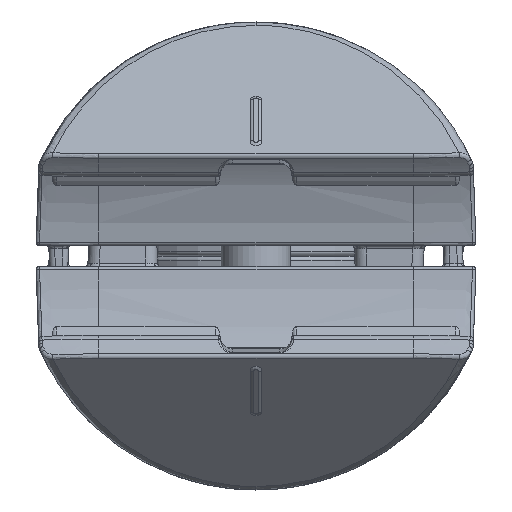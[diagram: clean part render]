
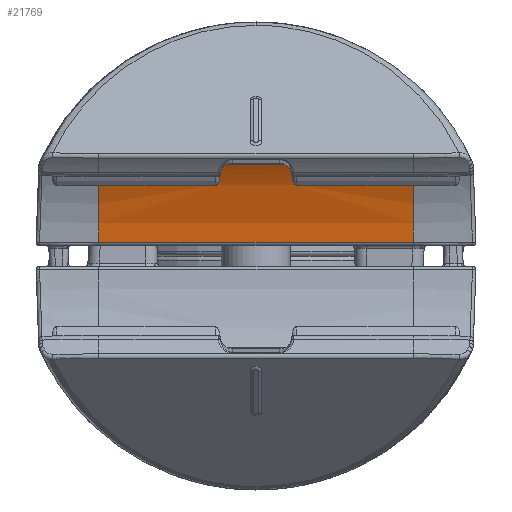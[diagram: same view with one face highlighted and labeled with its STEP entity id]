
A CAD part, front view. The second image highlights one B-rep face of the part: STEP entity #21769.
In plain terms, the highlighted cylindrical face has radius 15.3 mm (diameter 30.6 mm), a partial arc.
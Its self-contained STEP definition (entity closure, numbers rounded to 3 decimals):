
#1676=CYLINDRICAL_SURFACE('',#23996,15.3);
#2702=CIRCLE('',#23997,15.3);
#2703=CIRCLE('',#23998,15.3);
#4167=FACE_OUTER_BOUND('',#5661,.T.);
#5661=EDGE_LOOP('',(#18046,#18047,#18048,#18049,#18050,#18051,#18052,#18053));
#6849=LINE('',#62061,#7612);
#6851=LINE('',#62077,#7614);
#6852=LINE('',#62081,#7615);
#6853=LINE('',#62113,#7616);
#7612=VECTOR('',#28481,1000.);
#7614=VECTOR('',#28491,1000.);
#7615=VECTOR('',#28494,1000.);
#7616=VECTOR('',#28495,1000.);
#8461=B_SPLINE_CURVE_WITH_KNOTS('',3,(#62083,#62084,#62085,#62086,#62087,
#62088,#62089,#62090,#62091,#62092,#62093,#62094,#62095,#62096,#62097,#62098,
#62099,#62100,#62101,#62102,#62103,#62104,#62105,#62106,#62107,#62108,#62109,
#62110,#62111,#62112),.UNSPECIFIED.,.F.,.F.,(4,2,2,2,2,2,2,2,2,2,2,2,2,
2,4),(-0.479,-0.472,-0.465,-0.452,
-0.428,-0.402,-0.386,-0.374,
-0.36,-0.341,-0.307,-0.287,
-0.273,-0.262,-0.26),.UNSPECIFIED.);
#8462=B_SPLINE_CURVE_WITH_KNOTS('',3,(#62114,#62115,#62116,#62117,#62118,
#62119,#62120,#62121,#62122,#62123,#62124,#62125,#62126,#62127,#62128,#62129,
#62130,#62131,#62132,#62133,#62134,#62135,#62136,#62137,#62138,#62139,#62140,
#62141),.UNSPECIFIED.,.F.,.F.,(4,2,2,2,2,2,2,2,2,2,2,2,2,4),(-0.26,
-0.252,-0.239,-0.221,-0.181,
-0.153,-0.135,-0.118,-0.098,
-0.067,-0.032,-0.017,-0.008,
0.),.UNSPECIFIED.);
#10144=VERTEX_POINT('',#62059);
#10145=VERTEX_POINT('',#62060);
#10146=VERTEX_POINT('',#62062);
#10148=VERTEX_POINT('',#62074);
#10149=VERTEX_POINT('',#62076);
#10150=VERTEX_POINT('',#62078);
#10151=VERTEX_POINT('',#62080);
#10152=VERTEX_POINT('',#62082);
#12884=EDGE_CURVE('',#10144,#10145,#6849,.T.);
#12889=EDGE_CURVE('',#10148,#10144,#2702,.T.);
#12890=EDGE_CURVE('',#10148,#10149,#6851,.T.);
#12891=EDGE_CURVE('',#10149,#10150,#2703,.T.);
#12892=EDGE_CURVE('',#10151,#10150,#6852,.T.);
#12893=EDGE_CURVE('',#10151,#10152,#8461,.T.);
#12894=EDGE_CURVE('',#10146,#10152,#6853,.T.);
#12895=EDGE_CURVE('',#10146,#10145,#8462,.T.);
#18046=ORIENTED_EDGE('',*,*,#12889,.F.);
#18047=ORIENTED_EDGE('',*,*,#12890,.T.);
#18048=ORIENTED_EDGE('',*,*,#12891,.T.);
#18049=ORIENTED_EDGE('',*,*,#12892,.F.);
#18050=ORIENTED_EDGE('',*,*,#12893,.T.);
#18051=ORIENTED_EDGE('',*,*,#12894,.F.);
#18052=ORIENTED_EDGE('',*,*,#12895,.T.);
#18053=ORIENTED_EDGE('',*,*,#12884,.F.);
#21769=ADVANCED_FACE('',(#4167),#1676,.F.);
#23996=AXIS2_PLACEMENT_3D('',#62073,#28487,#28488);
#23997=AXIS2_PLACEMENT_3D('',#62075,#28489,#28490);
#23998=AXIS2_PLACEMENT_3D('',#62079,#28492,#28493);
#28481=DIRECTION('',(1.,0.,0.));
#28487=DIRECTION('center_axis',(1.,0.,0.));
#28488=DIRECTION('ref_axis',(0.,0.,-1.));
#28489=DIRECTION('center_axis',(1.,0.,0.));
#28490=DIRECTION('ref_axis',(0.,0.,-1.));
#28491=DIRECTION('',(1.,0.,0.));
#28492=DIRECTION('center_axis',(1.,0.,0.));
#28493=DIRECTION('ref_axis',(0.,0.,-1.));
#28494=DIRECTION('',(1.,0.,0.));
#28495=DIRECTION('',(1.,0.,0.));
#62059=CARTESIAN_POINT('',(-13.5,6.083,45.961));
#62060=CARTESIAN_POINT('',(-3.5,6.083,45.961));
#62061=CARTESIAN_POINT('',(0.,6.083,45.961));
#62062=CARTESIAN_POINT('',(-3.5,7.862,46.875));
#62073=CARTESIAN_POINT('Origin',(-18.9,0.,60.));
#62074=CARTESIAN_POINT('',(-13.5,1.177,44.745));
#62075=CARTESIAN_POINT('Origin',(-13.5,0.,60.));
#62076=CARTESIAN_POINT('',(13.5,1.177,44.745));
#62077=CARTESIAN_POINT('',(-18.9,1.177,44.745));
#62078=CARTESIAN_POINT('',(13.5,6.083,45.961));
#62079=CARTESIAN_POINT('Origin',(13.5,0.,60.));
#62080=CARTESIAN_POINT('',(3.5,6.083,45.961));
#62081=CARTESIAN_POINT('',(0.,6.083,45.961));
#62082=CARTESIAN_POINT('',(3.5,7.862,46.875));
#62083=CARTESIAN_POINT('Ctrl Pts',(3.5,6.083,45.961));
#62084=CARTESIAN_POINT('Ctrl Pts',(3.478,6.083,45.961));
#62085=CARTESIAN_POINT('Ctrl Pts',(3.456,6.087,45.963));
#62086=CARTESIAN_POINT('Ctrl Pts',(3.412,6.1,45.969));
#62087=CARTESIAN_POINT('Ctrl Pts',(3.391,6.111,45.973));
#62088=CARTESIAN_POINT('Ctrl Pts',(3.334,6.148,45.99));
#62089=CARTESIAN_POINT('Ctrl Pts',(3.298,6.184,46.005));
#62090=CARTESIAN_POINT('Ctrl Pts',(3.209,6.316,46.064));
#62091=CARTESIAN_POINT('Ctrl Pts',(3.175,6.416,46.11));
#62092=CARTESIAN_POINT('Ctrl Pts',(3.134,6.574,46.184));
#62093=CARTESIAN_POINT('Ctrl Pts',(3.12,6.661,46.226));
#62094=CARTESIAN_POINT('Ctrl Pts',(3.107,6.795,46.291));
#62095=CARTESIAN_POINT('Ctrl Pts',(3.103,6.846,46.317));
#62096=CARTESIAN_POINT('Ctrl Pts',(3.1,6.937,46.363));
#62097=CARTESIAN_POINT('Ctrl Pts',(3.1,6.978,46.384));
#62098=CARTESIAN_POINT('Ctrl Pts',(3.101,7.062,46.427));
#62099=CARTESIAN_POINT('Ctrl Pts',(3.102,7.106,46.45));
#62100=CARTESIAN_POINT('Ctrl Pts',(3.109,7.211,46.506));
#62101=CARTESIAN_POINT('Ctrl Pts',(3.116,7.274,46.54));
#62102=CARTESIAN_POINT('Ctrl Pts',(3.143,7.442,46.631));
#62103=CARTESIAN_POINT('Ctrl Pts',(3.173,7.556,46.696));
#62104=CARTESIAN_POINT('Ctrl Pts',(3.253,7.71,46.784));
#62105=CARTESIAN_POINT('Ctrl Pts',(3.286,7.753,46.81));
#62106=CARTESIAN_POINT('Ctrl Pts',(3.345,7.808,46.842));
#62107=CARTESIAN_POINT('Ctrl Pts',(3.373,7.827,46.854));
#62108=CARTESIAN_POINT('Ctrl Pts',(3.427,7.852,46.868));
#62109=CARTESIAN_POINT('Ctrl Pts',(3.452,7.859,46.873));
#62110=CARTESIAN_POINT('Ctrl Pts',(3.486,7.862,46.874));
#62111=CARTESIAN_POINT('Ctrl Pts',(3.493,7.862,46.875));
#62112=CARTESIAN_POINT('Ctrl Pts',(3.5,7.862,46.875));
#62113=CARTESIAN_POINT('',(-3.,7.862,46.875));
#62114=CARTESIAN_POINT('Ctrl Pts',(-3.5,7.862,46.875));
#62115=CARTESIAN_POINT('Ctrl Pts',(-3.481,7.862,46.875));
#62116=CARTESIAN_POINT('Ctrl Pts',(-3.462,7.86,46.873));
#62117=CARTESIAN_POINT('Ctrl Pts',(-3.412,7.847,46.866));
#62118=CARTESIAN_POINT('Ctrl Pts',(-3.384,7.833,46.857));
#62119=CARTESIAN_POINT('Ctrl Pts',(-3.321,7.79,46.832));
#62120=CARTESIAN_POINT('Ctrl Pts',(-3.286,7.754,46.81));
#62121=CARTESIAN_POINT('Ctrl Pts',(-3.184,7.599,46.72));
#62122=CARTESIAN_POINT('Ctrl Pts',(-3.15,7.466,46.645));
#62123=CARTESIAN_POINT('Ctrl Pts',(-3.12,7.306,46.557));
#62124=CARTESIAN_POINT('Ctrl Pts',(-3.112,7.238,46.52));
#62125=CARTESIAN_POINT('Ctrl Pts',(-3.103,7.126,46.461));
#62126=CARTESIAN_POINT('Ctrl Pts',(-3.101,7.081,46.437));
#62127=CARTESIAN_POINT('Ctrl Pts',(-3.1,6.995,46.393));
#62128=CARTESIAN_POINT('Ctrl Pts',(-3.1,6.955,46.372));
#62129=CARTESIAN_POINT('Ctrl Pts',(-3.102,6.866,46.327));
#62130=CARTESIAN_POINT('Ctrl Pts',(-3.105,6.818,46.303));
#62131=CARTESIAN_POINT('Ctrl Pts',(-3.116,6.693,46.242));
#62132=CARTESIAN_POINT('Ctrl Pts',(-3.127,6.615,46.204));
#62133=CARTESIAN_POINT('Ctrl Pts',(-3.163,6.455,46.128));
#62134=CARTESIAN_POINT('Ctrl Pts',(-3.195,6.345,46.077));
#62135=CARTESIAN_POINT('Ctrl Pts',(-3.277,6.212,46.018));
#62136=CARTESIAN_POINT('Ctrl Pts',(-3.308,6.173,46.001));
#62137=CARTESIAN_POINT('Ctrl Pts',(-3.369,6.123,45.979));
#62138=CARTESIAN_POINT('Ctrl Pts',(-3.396,6.107,45.972));
#62139=CARTESIAN_POINT('Ctrl Pts',(-3.449,6.088,45.963));
#62140=CARTESIAN_POINT('Ctrl Pts',(-3.474,6.083,45.961));
#62141=CARTESIAN_POINT('Ctrl Pts',(-3.5,6.083,45.961));
